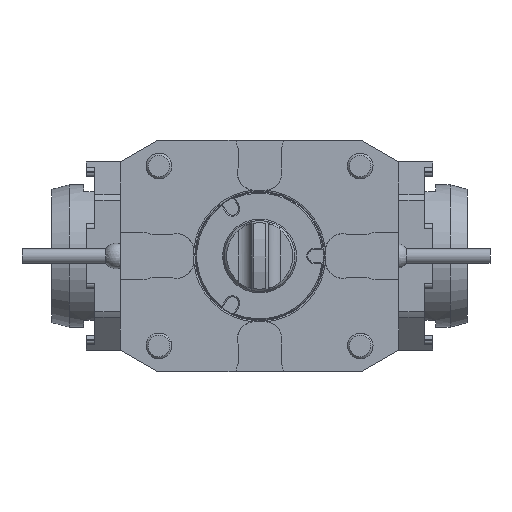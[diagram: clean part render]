
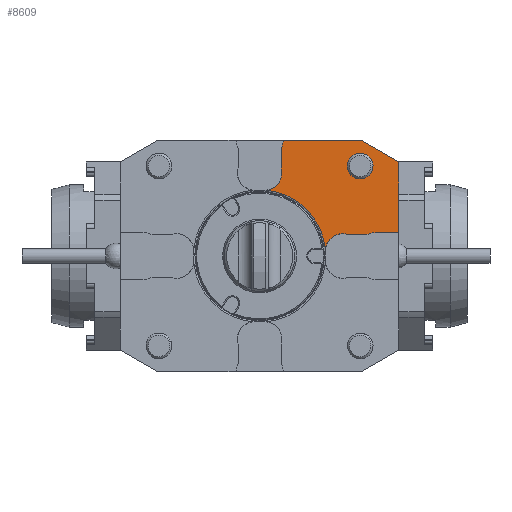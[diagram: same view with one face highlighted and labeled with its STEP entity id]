
A CAD part, front view. The second image highlights one B-rep face of the part: STEP entity #8609.
In plain terms, the highlighted planar face has unit normal (0, -1, 0).
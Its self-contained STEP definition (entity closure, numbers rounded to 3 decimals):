
#769 = ORIENTED_EDGE ( 'NONE', *, *, #5201, .T. ) ;
#901 = ORIENTED_EDGE ( 'NONE', *, *, #37254, .T. ) ;
#939 = EDGE_CURVE ( 'NONE', #13044, #13044, #33223, .T. ) ;
#991 = CARTESIAN_POINT ( 'NONE',  ( 41.248, 43., 10. ) ) ;
#1148 = EDGE_LOOP ( 'NONE', ( #10271, #31995, #41556, #901, #22271, #36663, #33528, #2246, #14330, #9308, #769 ) ) ;
#1369 = EDGE_CURVE ( 'NONE', #25273, #43953, #28199, .T. ) ;
#2246 = ORIENTED_EDGE ( 'NONE', *, *, #1369, .F. ) ;
#2351 = AXIS2_PLACEMENT_3D ( 'NONE', #30014, #43709, #9542 ) ;
#2859 = VERTEX_POINT ( 'NONE', #36887 ) ;
#3296 = VECTOR ( 'NONE', #7824, 1000. ) ;
#3356 = CARTESIAN_POINT ( 'NONE',  ( 2.4, 43., 38.75 ) ) ;
#4981 = FACE_OUTER_BOUND ( 'NONE', #1148, .T. ) ;
#5000 = LINE ( 'NONE', #11124, #30981 ) ;
#5201 = EDGE_CURVE ( 'NONE', #40842, #12826, #21985, .T. ) ;
#5668 = CARTESIAN_POINT ( 'NONE',  ( 132.4, 43., 0. ) ) ;
#5890 = FACE_BOUND ( 'NONE', #19072, .T. ) ;
#6184 = DIRECTION ( 'NONE',  ( 0., 0., 1. ) ) ;
#6615 = VERTEX_POINT ( 'NONE', #29684 ) ;
#6663 = CARTESIAN_POINT ( 'NONE',  ( 47., 43., 48. ) ) ;
#7050 = EDGE_CURVE ( 'NONE', #25273, #2859, #24828, .T. ) ;
#7647 = DIRECTION ( 'NONE',  ( 0., 1., 0. ) ) ;
#7824 = DIRECTION ( 'NONE',  ( 1., 0., 0. ) ) ;
#8197 = CARTESIAN_POINT ( 'NONE',  ( 65., 43., 11. ) ) ;
#8609 = ADVANCED_FACE ( 'Defeature completata1_17', ( #5890, #4981 ), #36499, .F. ) ;
#9236 = VERTEX_POINT ( 'NONE', #42561 ) ;
#9250 = CARTESIAN_POINT ( 'NONE',  ( 54., 43., 11. ) ) ;
#9308 = ORIENTED_EDGE ( 'NONE', *, *, #22411, .F. ) ;
#9525 = DIRECTION ( 'NONE',  ( -0.866, 0., 0.5 ) ) ;
#9542 = DIRECTION ( 'NONE',  ( 0., 0., -1. ) ) ;
#9821 = EDGE_CURVE ( 'NONE', #6615, #30580, #26836, .T. ) ;
#10271 = ORIENTED_EDGE ( 'NONE', *, *, #43521, .F. ) ;
#11124 = CARTESIAN_POINT ( 'NONE',  ( 65., 43., 54. ) ) ;
#11141 = DIRECTION ( 'NONE',  ( 1., 0., 0. ) ) ;
#11786 = DIRECTION ( 'NONE',  ( 0., 0., -1. ) ) ;
#11884 = CARTESIAN_POINT ( 'NONE',  ( 54., 43., 11. ) ) ;
#12609 = CARTESIAN_POINT ( 'NONE',  ( -65., 43., 54. ) ) ;
#12826 = VERTEX_POINT ( 'NONE', #8197 ) ;
#13044 = VERTEX_POINT ( 'NONE', #6663 ) ;
#13210 = DIRECTION ( 'NONE',  ( 0., 1., 0. ) ) ;
#14181 = DIRECTION ( 'NONE',  ( 0., 0., 1. ) ) ;
#14330 = ORIENTED_EDGE ( 'NONE', *, *, #7050, .T. ) ;
#14379 = AXIS2_PLACEMENT_3D ( 'NONE', #37429, #20785, #37640 ) ;
#14481 = CARTESIAN_POINT ( 'NONE',  ( 3.166, 43., 30.787 ) ) ;
#14745 = CARTESIAN_POINT ( 'NONE',  ( 41.248, 43., 10. ) ) ;
#15595 = CIRCLE ( 'NONE', #40709, 8. ) ;
#17330 = DIRECTION ( 'NONE',  ( 0., 1., 0. ) ) ;
#18049 = DIRECTION ( 'NONE',  ( 0., 0., 1. ) ) ;
#18962 = DIRECTION ( 'NONE',  ( 0., 1., 0. ) ) ;
#19072 = EDGE_LOOP ( 'NONE', ( #38469 ) ) ;
#19385 = VERTEX_POINT ( 'NONE', #14481 ) ;
#19442 = CARTESIAN_POINT ( 'NONE',  ( 134.603, 43., 3.815 ) ) ;
#20785 = DIRECTION ( 'NONE',  ( 0., -1., 0. ) ) ;
#21048 = CARTESIAN_POINT ( 'NONE',  ( 11., 43., 54. ) ) ;
#21531 = DIRECTION ( 'NONE',  ( 0., 0., 1. ) ) ;
#21985 = LINE ( 'NONE', #11884, #3296 ) ;
#22271 = ORIENTED_EDGE ( 'NONE', *, *, #24241, .F. ) ;
#22411 = EDGE_CURVE ( 'NONE', #40842, #2859, #32277, .T. ) ;
#24241 = EDGE_CURVE ( 'NONE', #9236, #40375, #43972, .T. ) ;
#24260 = AXIS2_PLACEMENT_3D ( 'NONE', #3356, #17330, #14181 ) ;
#24828 = LINE ( 'NONE', #991, #37446 ) ;
#25273 = VERTEX_POINT ( 'NONE', #14745 ) ;
#25612 = LINE ( 'NONE', #12609, #41390 ) ;
#25700 = DIRECTION ( 'NONE',  ( 0., 0., 1. ) ) ;
#26725 = VECTOR ( 'NONE', #9525, 1000. ) ;
#26836 = LINE ( 'NONE', #19442, #26725 ) ;
#28028 = VERTEX_POINT ( 'NONE', #21048 ) ;
#28163 = CARTESIAN_POINT ( 'NONE',  ( 30.787, 43., 3.166 ) ) ;
#28199 = CIRCLE ( 'NONE', #2351, 8. ) ;
#28624 = AXIS2_PLACEMENT_3D ( 'NONE', #38471, #7647, #18049 ) ;
#28728 = CARTESIAN_POINT ( 'NONE',  ( 3., 43., 54. ) ) ;
#29684 = CARTESIAN_POINT ( 'NONE',  ( 65., 43., 44. ) ) ;
#29929 = EDGE_CURVE ( 'NONE', #28028, #30580, #25612, .T. ) ;
#30014 = CARTESIAN_POINT ( 'NONE',  ( 38.75, 43., 2.4 ) ) ;
#30287 = CARTESIAN_POINT ( 'NONE',  ( 47., 43., 42. ) ) ;
#30361 = AXIS2_PLACEMENT_3D ( 'NONE', #30287, #13210, #41041 ) ;
#30580 = VERTEX_POINT ( 'NONE', #38224 ) ;
#30981 = VECTOR ( 'NONE', #11786, 1000. ) ;
#31995 = ORIENTED_EDGE ( 'NONE', *, *, #9821, .T. ) ;
#32277 = CIRCLE ( 'NONE', #14379, 8. ) ;
#33223 = CIRCLE ( 'NONE', #30361, 6. ) ;
#33528 = ORIENTED_EDGE ( 'NONE', *, *, #39914, .T. ) ;
#35398 = AXIS2_PLACEMENT_3D ( 'NONE', #5668, #18962, #25700 ) ;
#35837 = EDGE_CURVE ( 'NONE', #9236, #19385, #43661, .T. ) ;
#36499 = PLANE ( 'NONE',  #35398 ) ;
#36663 = ORIENTED_EDGE ( 'NONE', *, *, #35837, .T. ) ;
#36887 = CARTESIAN_POINT ( 'NONE',  ( 50.127, 43., 10. ) ) ;
#37014 = CARTESIAN_POINT ( 'NONE',  ( 10., 43., 41.248 ) ) ;
#37254 = EDGE_CURVE ( 'NONE', #28028, #40375, #15595, .T. ) ;
#37429 = CARTESIAN_POINT ( 'NONE',  ( 54., 43., 3. ) ) ;
#37446 = VECTOR ( 'NONE', #11141, 1000. ) ;
#37640 = DIRECTION ( 'NONE',  ( 0., 0., -1. ) ) ;
#37947 = CIRCLE ( 'NONE', #28624, 30.949 ) ;
#38224 = CARTESIAN_POINT ( 'NONE',  ( 47.679, 43., 54. ) ) ;
#38469 = ORIENTED_EDGE ( 'NONE', *, *, #939, .T. ) ;
#38471 = CARTESIAN_POINT ( 'NONE',  ( 0., 43., 0. ) ) ;
#39501 = DIRECTION ( 'NONE',  ( 0., 1., 0. ) ) ;
#39914 = EDGE_CURVE ( 'NONE', #19385, #43953, #37947, .T. ) ;
#39985 = CARTESIAN_POINT ( 'NONE',  ( 10., 43., 50.127 ) ) ;
#40375 = VERTEX_POINT ( 'NONE', #39985 ) ;
#40709 = AXIS2_PLACEMENT_3D ( 'NONE', #28728, #39501, #21531 ) ;
#40754 = VECTOR ( 'NONE', #6184, 1000. ) ;
#40842 = VERTEX_POINT ( 'NONE', #9250 ) ;
#41041 = DIRECTION ( 'NONE',  ( 0., 0., 1. ) ) ;
#41390 = VECTOR ( 'NONE', #42491, 1000. ) ;
#41556 = ORIENTED_EDGE ( 'NONE', *, *, #29929, .F. ) ;
#42491 = DIRECTION ( 'NONE',  ( 1., 0., 0. ) ) ;
#42561 = CARTESIAN_POINT ( 'NONE',  ( 10., 43., 41.248 ) ) ;
#43521 = EDGE_CURVE ( 'NONE', #6615, #12826, #5000, .T. ) ;
#43661 = CIRCLE ( 'NONE', #24260, 8. ) ;
#43709 = DIRECTION ( 'NONE',  ( 0., -1., 0. ) ) ;
#43953 = VERTEX_POINT ( 'NONE', #28163 ) ;
#43972 = LINE ( 'NONE', #37014, #40754 ) ;
